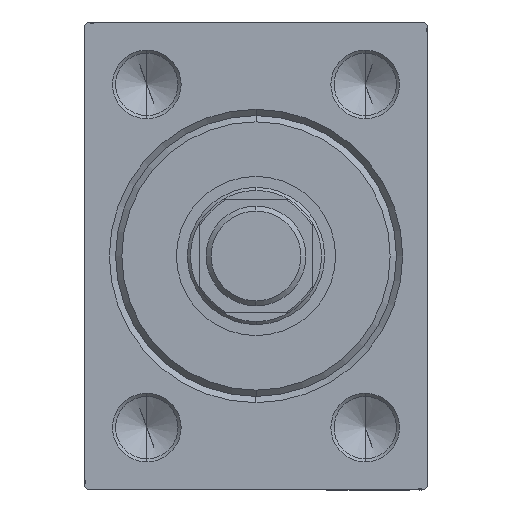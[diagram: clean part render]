
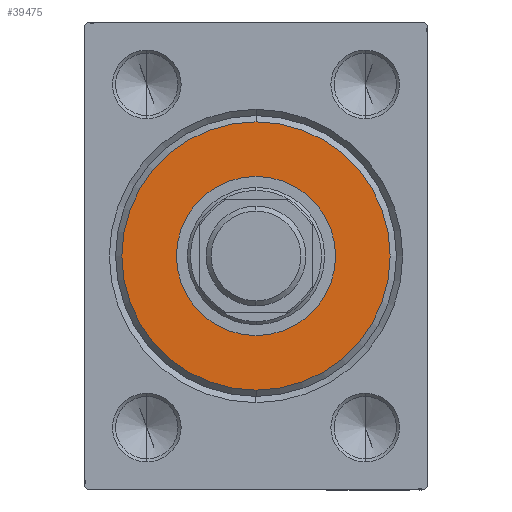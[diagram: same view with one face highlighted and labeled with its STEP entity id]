
A CAD part, left-side view. The second image highlights one B-rep face of the part: STEP entity #39475.
In plain terms, the highlighted face is planar.
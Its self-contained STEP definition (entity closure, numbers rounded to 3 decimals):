
#2970 = DIRECTION ( 'NONE',  ( 0., 0., -1. ) ) ;
#3841 = CARTESIAN_POINT ( 'NONE',  ( 3., 0., 0. ) ) ;
#6398 = DIRECTION ( 'NONE',  ( 1., 0., 0. ) ) ;
#7076 = CARTESIAN_POINT ( 'NONE',  ( 3., 0., 0. ) ) ;
#9052 = ORIENTED_EDGE ( 'NONE', *, *, #26998, .T. ) ;
#10241 = CIRCLE ( 'NONE', #27839, 21.5 ) ;
#10257 = CARTESIAN_POINT ( 'NONE',  ( 3., 0., -21.5 ) ) ;
#10292 = FACE_OUTER_BOUND ( 'NONE', #32474, .T. ) ;
#13685 = CIRCLE ( 'NONE', #34194, 12.75 ) ;
#13902 = EDGE_CURVE ( 'NONE', #15499, #16984, #13685, .T. ) ;
#14064 = EDGE_CURVE ( 'NONE', #24445, #18813, #26126, .T. ) ;
#15430 = CARTESIAN_POINT ( 'NONE',  ( 3., 0., 0. ) ) ;
#15499 = VERTEX_POINT ( 'NONE', #32786 ) ;
#15862 = AXIS2_PLACEMENT_3D ( 'NONE', #21372, #39043, #28494 ) ;
#16984 = VERTEX_POINT ( 'NONE', #31745 ) ;
#18813 = VERTEX_POINT ( 'NONE', #10257 ) ;
#19332 = DIRECTION ( 'NONE',  ( -1., 0., 0. ) ) ;
#20537 = ORIENTED_EDGE ( 'NONE', *, *, #14064, .T. ) ;
#21084 = PLANE ( 'NONE',  #42175 ) ;
#21292 = DIRECTION ( 'NONE',  ( 0., 0., -1. ) ) ;
#21372 = CARTESIAN_POINT ( 'NONE',  ( 3., 0., 0. ) ) ;
#22992 = ORIENTED_EDGE ( 'NONE', *, *, #13902, .T. ) ;
#23089 = CIRCLE ( 'NONE', #26748, 12.75 ) ;
#23656 = CARTESIAN_POINT ( 'NONE',  ( 3., 0., 21.5 ) ) ;
#24311 = CARTESIAN_POINT ( 'NONE',  ( 3., 0., 0. ) ) ;
#24445 = VERTEX_POINT ( 'NONE', #23656 ) ;
#24966 = DIRECTION ( 'NONE',  ( 1., 0., 0. ) ) ;
#26126 = CIRCLE ( 'NONE', #15862, 21.5 ) ;
#26748 = AXIS2_PLACEMENT_3D ( 'NONE', #7076, #28189, #31628 ) ;
#26998 = EDGE_CURVE ( 'NONE', #18813, #24445, #10241, .T. ) ;
#27839 = AXIS2_PLACEMENT_3D ( 'NONE', #3841, #24966, #21292 ) ;
#28189 = DIRECTION ( 'NONE',  ( -1., 0., 0. ) ) ;
#28494 = DIRECTION ( 'NONE',  ( 0., 0., -1. ) ) ;
#31628 = DIRECTION ( 'NONE',  ( 0., 0., -1. ) ) ;
#31710 = EDGE_LOOP ( 'NONE', ( #43160, #22992 ) ) ;
#31745 = CARTESIAN_POINT ( 'NONE',  ( 3., 0., 12.75 ) ) ;
#32474 = EDGE_LOOP ( 'NONE', ( #20537, #9052 ) ) ;
#32786 = CARTESIAN_POINT ( 'NONE',  ( 3., 0., -12.75 ) ) ;
#34194 = AXIS2_PLACEMENT_3D ( 'NONE', #15430, #19332, #40448 ) ;
#39043 = DIRECTION ( 'NONE',  ( 1., 0., 0. ) ) ;
#39475 = ADVANCED_FACE ( 'NONE', ( #10292, #41284 ), #21084, .T. ) ;
#39510 = EDGE_CURVE ( 'NONE', #16984, #15499, #23089, .T. ) ;
#40448 = DIRECTION ( 'NONE',  ( 0., 0., -1. ) ) ;
#41284 = FACE_BOUND ( 'NONE', #31710, .T. ) ;
#42175 = AXIS2_PLACEMENT_3D ( 'NONE', #24311, #6398, #2970 ) ;
#43160 = ORIENTED_EDGE ( 'NONE', *, *, #39510, .T. ) ;
